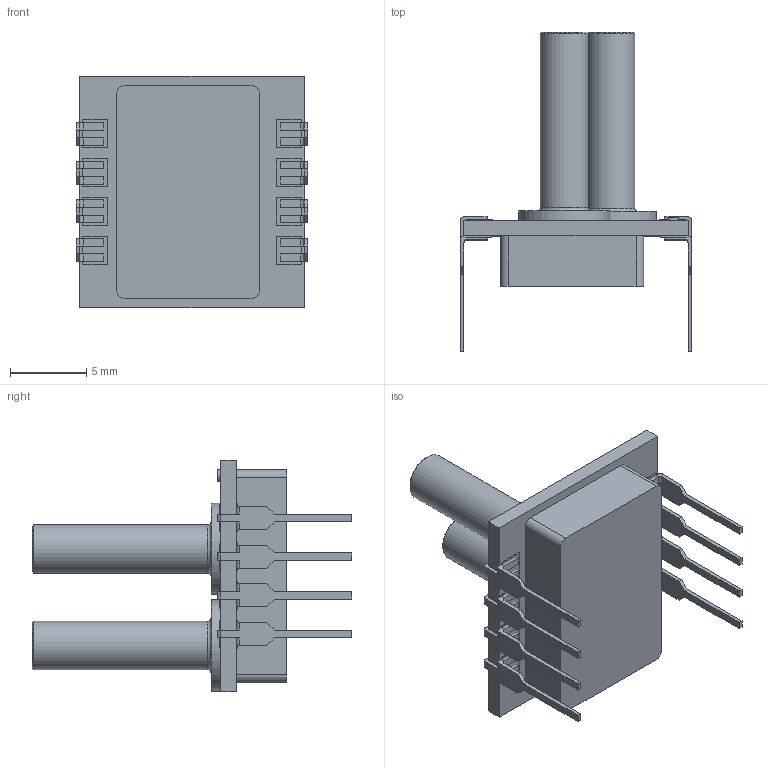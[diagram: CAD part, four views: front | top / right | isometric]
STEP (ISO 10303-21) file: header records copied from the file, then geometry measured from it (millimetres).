
FILE_DESCRIPTION(/* description */ (''),/* implementation_level */ '2;1');
FILE_NAME(/* name */ 'AMS5xxx-yyyy-D.stp',/* time_stamp */ '2020-07-03T15:14:54+02:00',/* author */ ('ash'),/* organization */ ('Analog Microelectronics GmbH'),/* preprocessor_version */ 'ST-DEVELOPER v16.1',/* originating_system */ 'Autodesk Inventor 2016',/* authorisation */ '');
FILE_SCHEMA (('AUTOMOTIVE_DESIGN { 1 0 10303 214 3 1 1 }'));
Length unit declared in the file: millimetre
Products named in the file (5): AMS5812-Keramik; AMS6915-DIL-Pin; AMS5812-Kappe; AMS5812-Tube; AMS5xxx-yyyy-D
Assembly tree (12 placements, depth 2):
  AMS5xxx-yyyy-D
    AMS5812-Keramik
    AMS6915-DIL-Pin  x8
    AMS5812-Kappe
    AMS5812-Tube  x2
Bounding box: 15.23 x 21 x 15.24 mm (x, y, z)
Volume: 607.5 mm3; surface area: 1752.1 mm2
Topology: 12 solids, 12 shells, 351 faces, 901 edges, 594 vertices
Faces by surface type: plane 280, cylinder 65, cone 4, torus 2
Full cylindrical faces by diameter (mm): 0.5 x2, 0.75 x1, 2.3 x2, 3.175 x2, 6 x2
Entity records: 4344 total; most frequent: CARTESIAN_POINT 739, DIRECTION 712, ORIENTED_EDGE 686, EDGE_CURVE 343, LINE 300, VECTOR 300, VERTEX_POINT 233, AXIS2_PLACEMENT_3D 206
